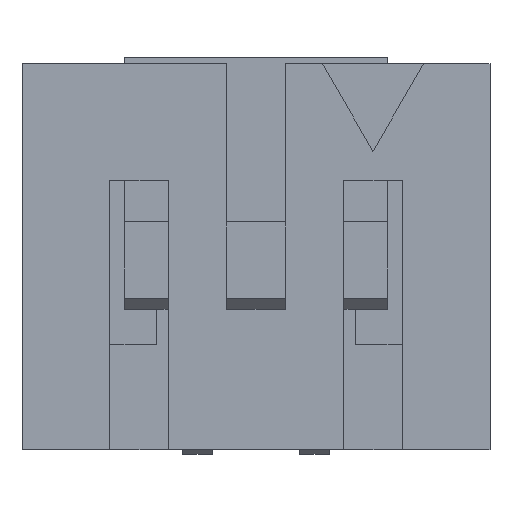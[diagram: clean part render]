
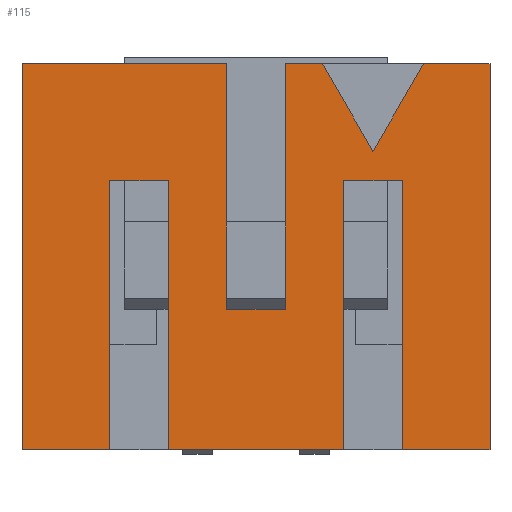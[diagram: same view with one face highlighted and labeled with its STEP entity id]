
A CAD part, front view. The second image highlights one B-rep face of the part: STEP entity #115.
In plain terms, the highlighted planar face has unit normal (0, -1, 0).
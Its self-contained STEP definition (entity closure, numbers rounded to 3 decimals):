
#115=ADVANCED_FACE('',(#319),#320,.T.);
#319=FACE_OUTER_BOUND('',#727,.T.);
#320=PLANE('',#728);
#727=EDGE_LOOP('',(#1135,#1136,#1137,#1138,#1139,#1140,#1141,#1142,#1143,#1144,#1145,#1146,#1147,#1148,#1149,#1150,#1151,#1152,#1153));
#728=AXIS2_PLACEMENT_3D('',#1154,#1155,#1156);
#1135=ORIENTED_EDGE('',*,*,#2870,.F.);
#1136=ORIENTED_EDGE('',*,*,#2871,.F.);
#1137=ORIENTED_EDGE('',*,*,#2872,.T.);
#1138=ORIENTED_EDGE('',*,*,#2873,.F.);
#1139=ORIENTED_EDGE('',*,*,#2874,.F.);
#1140=ORIENTED_EDGE('',*,*,#2875,.T.);
#1141=ORIENTED_EDGE('',*,*,#2876,.T.);
#1142=ORIENTED_EDGE('',*,*,#2877,.F.);
#1143=ORIENTED_EDGE('',*,*,#2878,.F.);
#1144=ORIENTED_EDGE('',*,*,#2879,.F.);
#1145=ORIENTED_EDGE('',*,*,#2880,.F.);
#1146=ORIENTED_EDGE('',*,*,#2881,.F.);
#1147=ORIENTED_EDGE('',*,*,#2882,.F.);
#1148=ORIENTED_EDGE('',*,*,#2883,.F.);
#1149=ORIENTED_EDGE('',*,*,#2884,.F.);
#1150=ORIENTED_EDGE('',*,*,#2885,.F.);
#1151=ORIENTED_EDGE('',*,*,#2886,.F.);
#1152=ORIENTED_EDGE('',*,*,#2887,.T.);
#1153=ORIENTED_EDGE('',*,*,#2888,.T.);
#1154=CARTESIAN_POINT('',(4.0,-2.5,-3.3));
#1155=DIRECTION('',(0.0,-1.0,0.0));
#1156=DIRECTION('',(0.0,0.0,-1.0));
#2870=EDGE_CURVE('',#3433,#3434,#3435,.T.);
#2871=EDGE_CURVE('',#3436,#3433,#3437,.T.);
#2872=EDGE_CURVE('',#3436,#3438,#3439,.T.);
#2873=EDGE_CURVE('',#3440,#3438,#3441,.T.);
#2874=EDGE_CURVE('',#3442,#3440,#3443,.T.);
#2875=EDGE_CURVE('',#3442,#3444,#3445,.T.);
#2876=EDGE_CURVE('',#3444,#3446,#3447,.T.);
#2877=EDGE_CURVE('',#3448,#3446,#3449,.T.);
#2878=EDGE_CURVE('',#3450,#3448,#3451,.T.);
#2879=EDGE_CURVE('',#3452,#3450,#3453,.T.);
#2880=EDGE_CURVE('',#3454,#3452,#3455,.T.);
#2881=EDGE_CURVE('',#3456,#3454,#3457,.T.);
#2882=EDGE_CURVE('',#3458,#3456,#3459,.T.);
#2883=EDGE_CURVE('',#3460,#3458,#3461,.T.);
#2884=EDGE_CURVE('',#3462,#3460,#3463,.T.);
#2885=EDGE_CURVE('',#3464,#3462,#3465,.T.);
#2886=EDGE_CURVE('',#3466,#3464,#3467,.T.);
#2887=EDGE_CURVE('',#3466,#3468,#3469,.T.);
#2888=EDGE_CURVE('',#3468,#3434,#3470,.T.);
#3433=VERTEX_POINT('',#4362);
#3434=VERTEX_POINT('',#4363);
#3435=LINE('',#4364,#4365);
#3436=VERTEX_POINT('',#4366);
#3437=LINE('',#4367,#4368);
#3438=VERTEX_POINT('',#4369);
#3439=LINE('',#4370,#4371);
#3440=VERTEX_POINT('',#4372);
#3441=LINE('',#4373,#4374);
#3442=VERTEX_POINT('',#4375);
#3443=LINE('',#4376,#4377);
#3444=VERTEX_POINT('',#4378);
#3445=LINE('',#4379,#4380);
#3446=VERTEX_POINT('',#4381);
#3447=LINE('',#4382,#4383);
#3448=VERTEX_POINT('',#4384);
#3449=LINE('',#4385,#4386);
#3450=VERTEX_POINT('',#4387);
#3451=LINE('',#4388,#4389);
#3452=VERTEX_POINT('',#4390);
#3453=LINE('',#4391,#4392);
#3454=VERTEX_POINT('',#4393);
#3455=LINE('',#4394,#4395);
#3456=VERTEX_POINT('',#4396);
#3457=LINE('',#4397,#4398);
#3458=VERTEX_POINT('',#4399);
#3459=LINE('',#4400,#4401);
#3460=VERTEX_POINT('',#4402);
#3461=LINE('',#4403,#4404);
#3462=VERTEX_POINT('',#4405);
#3463=LINE('',#4406,#4407);
#3464=VERTEX_POINT('',#4408);
#3465=LINE('',#4409,#4410);
#3466=VERTEX_POINT('',#4411);
#3467=LINE('',#4412,#4413);
#3468=VERTEX_POINT('',#4414);
#3469=LINE('',#4415,#4416);
#3470=LINE('',#4417,#4418);
#4362=CARTESIAN_POINT('',(2.0,-2.5,1.8));
#4363=CARTESIAN_POINT('',(2.866,-2.5,3.3));
#4364=CARTESIAN_POINT('',(2.0,-2.5,1.8));
#4365=VECTOR('',#5838,1000.0);
#4366=CARTESIAN_POINT('',(1.134,-2.5,3.3));
#4367=CARTESIAN_POINT('',(1.134,-2.5,3.3));
#4368=VECTOR('',#5839,1000.0);
#4369=CARTESIAN_POINT('',(0.5,-2.5,3.3));
#4370=CARTESIAN_POINT('',(4.0,-2.5,3.3));
#4371=VECTOR('',#5840,1000.0);
#4372=CARTESIAN_POINT('',(0.5,-2.5,-0.9));
#4373=CARTESIAN_POINT('',(0.5,-2.5,-0.9));
#4374=VECTOR('',#5841,1000.0);
#4375=CARTESIAN_POINT('',(-0.5,-2.5,-0.9));
#4376=CARTESIAN_POINT('',(-0.5,-2.5,-0.9));
#4377=VECTOR('',#5842,1000.0);
#4378=CARTESIAN_POINT('',(-0.5,-2.5,3.3));
#4379=CARTESIAN_POINT('',(-0.5,-2.5,-0.9));
#4380=VECTOR('',#5843,1000.0);
#4381=CARTESIAN_POINT('',(-4.0,-2.5,3.3));
#4382=CARTESIAN_POINT('',(4.0,-2.5,3.3));
#4383=VECTOR('',#5844,1000.0);
#4384=CARTESIAN_POINT('',(-4.0,-2.5,-3.3));
#4385=CARTESIAN_POINT('',(-4.0,-2.5,-3.3));
#4386=VECTOR('',#5845,1000.0);
#4387=CARTESIAN_POINT('',(-2.5,-2.5,-3.3));
#4388=CARTESIAN_POINT('',(4.0,-2.5,-3.3));
#4389=VECTOR('',#5846,1000.0);
#4390=CARTESIAN_POINT('',(-2.5,-2.5,1.3));
#4391=CARTESIAN_POINT('',(-2.5,-2.5,1.3));
#4392=VECTOR('',#5847,1000.0);
#4393=CARTESIAN_POINT('',(-1.5,-2.5,1.3));
#4394=CARTESIAN_POINT('',(-1.5,-2.5,1.3));
#4395=VECTOR('',#5848,1000.0);
#4396=CARTESIAN_POINT('',(-1.5,-2.5,-3.3));
#4397=CARTESIAN_POINT('',(-1.5,-2.5,-3.3));
#4398=VECTOR('',#5849,1000.0);
#4399=CARTESIAN_POINT('',(1.5,-2.5,-3.3));
#4400=CARTESIAN_POINT('',(4.0,-2.5,-3.3));
#4401=VECTOR('',#5850,1000.0);
#4402=CARTESIAN_POINT('',(1.5,-2.5,1.3));
#4403=CARTESIAN_POINT('',(1.5,-2.5,1.3));
#4404=VECTOR('',#5851,1000.0);
#4405=CARTESIAN_POINT('',(2.5,-2.5,1.3));
#4406=CARTESIAN_POINT('',(2.5,-2.5,1.3));
#4407=VECTOR('',#5852,1000.0);
#4408=CARTESIAN_POINT('',(2.5,-2.5,-3.3));
#4409=CARTESIAN_POINT('',(2.5,-2.5,-3.3));
#4410=VECTOR('',#5853,1000.0);
#4411=CARTESIAN_POINT('',(4.0,-2.5,-3.3));
#4412=CARTESIAN_POINT('',(4.0,-2.5,-3.3));
#4413=VECTOR('',#5854,1000.0);
#4414=CARTESIAN_POINT('',(4.0,-2.5,3.3));
#4415=CARTESIAN_POINT('',(4.0,-2.5,-3.3));
#4416=VECTOR('',#5855,1000.0);
#4417=CARTESIAN_POINT('',(4.0,-2.5,3.3));
#4418=VECTOR('',#5856,1000.0);
#5838=DIRECTION('',(0.5,0.0,0.866));
#5839=DIRECTION('',(0.5,0.0,-0.866));
#5840=DIRECTION('',(-1.0,0.0,0.0));
#5841=DIRECTION('',(0.0,0.0,1.0));
#5842=DIRECTION('',(1.0,0.0,0.0));
#5843=DIRECTION('',(0.0,0.0,1.0));
#5844=DIRECTION('',(-1.0,0.0,0.0));
#5845=DIRECTION('',(0.0,0.0,1.0));
#5846=DIRECTION('',(-1.0,0.0,0.0));
#5847=DIRECTION('',(0.0,0.0,-1.0));
#5848=DIRECTION('',(-1.0,0.0,0.));
#5849=DIRECTION('',(0.,0.0,1.0));
#5850=DIRECTION('',(-1.0,0.0,0.0));
#5851=DIRECTION('',(0.,0.0,-1.0));
#5852=DIRECTION('',(-1.0,0.0,0.));
#5853=DIRECTION('',(0.0,0.0,1.0));
#5854=DIRECTION('',(-1.0,0.0,0.0));
#5855=DIRECTION('',(0.0,0.0,1.0));
#5856=DIRECTION('',(-1.0,0.0,0.0));
